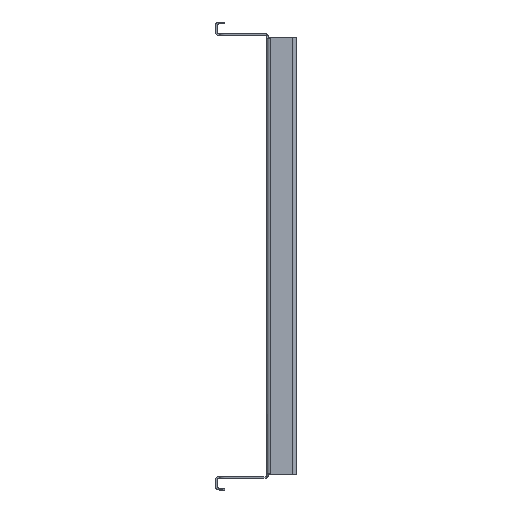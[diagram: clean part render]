
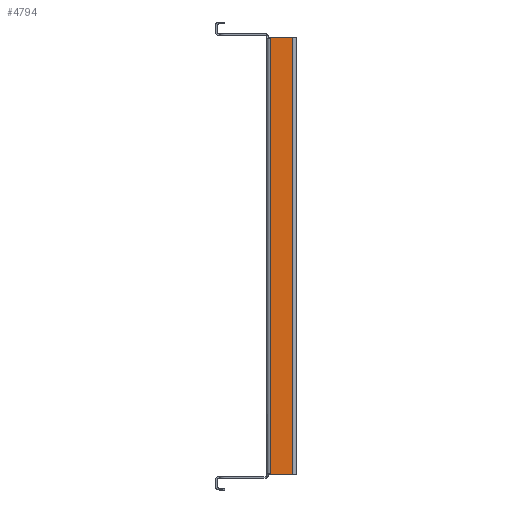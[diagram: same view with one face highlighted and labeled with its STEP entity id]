
A CAD part, left-side view. The second image highlights one B-rep face of the part: STEP entity #4794.
In plain terms, the highlighted planar face has unit normal (-1, 0, 0).
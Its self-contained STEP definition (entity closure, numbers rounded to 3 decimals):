
#704 = LINE ( 'NONE', #16574, #15799 ) ;
#1301 = CARTESIAN_POINT ( 'NONE',  ( -330., 0., 0. ) ) ;
#1932 = LINE ( 'NONE', #11254, #6927 ) ;
#2693 = DIRECTION ( 'NONE',  ( -1., 0., 0. ) ) ;
#2858 = VERTEX_POINT ( 'NONE', #3583 ) ;
#3219 = CARTESIAN_POINT ( 'NONE',  ( -330., -29., -243. ) ) ;
#3583 = CARTESIAN_POINT ( 'NONE',  ( -330., -4., -243. ) ) ;
#3803 = FACE_OUTER_BOUND ( 'NONE', #12495, .T. ) ;
#4300 = DIRECTION ( 'NONE',  ( 0., 1., 0. ) ) ;
#4794 = ADVANCED_FACE ( 'NONE', ( #3803 ), #12010, .T. ) ;
#5508 = VERTEX_POINT ( 'NONE', #3219 ) ;
#5534 = CARTESIAN_POINT ( 'NONE',  ( -330., -4., 0. ) ) ;
#5916 = EDGE_CURVE ( 'NONE', #14686, #8767, #9931, .T. ) ;
#6118 = EDGE_CURVE ( 'NONE', #2858, #5508, #1932, .T. ) ;
#6252 = CARTESIAN_POINT ( 'NONE',  ( -330., -29., 243. ) ) ;
#6807 = LINE ( 'NONE', #5534, #9676 ) ;
#6925 = EDGE_CURVE ( 'NONE', #8767, #2858, #6807, .T. ) ;
#6927 = VECTOR ( 'NONE', #11353, 1000. ) ;
#7154 = EDGE_CURVE ( 'NONE', #5508, #14686, #704, .T. ) ;
#7721 = AXIS2_PLACEMENT_3D ( 'NONE', #1301, #2693, #13066 ) ;
#8767 = VERTEX_POINT ( 'NONE', #14628 ) ;
#8947 = ORIENTED_EDGE ( 'NONE', *, *, #6925, .T. ) ;
#9047 = ORIENTED_EDGE ( 'NONE', *, *, #5916, .T. ) ;
#9053 = ORIENTED_EDGE ( 'NONE', *, *, #6118, .T. ) ;
#9389 = CARTESIAN_POINT ( 'NONE',  ( -330., 0., 243. ) ) ;
#9676 = VECTOR ( 'NONE', #14805, 1000. ) ;
#9931 = LINE ( 'NONE', #9389, #14409 ) ;
#11254 = CARTESIAN_POINT ( 'NONE',  ( -330., 0., -243. ) ) ;
#11353 = DIRECTION ( 'NONE',  ( 0., -1., 0. ) ) ;
#12010 = PLANE ( 'NONE',  #7721 ) ;
#12495 = EDGE_LOOP ( 'NONE', ( #9053, #13936, #9047, #8947 ) ) ;
#13066 = DIRECTION ( 'NONE',  ( 0., -1., 0. ) ) ;
#13936 = ORIENTED_EDGE ( 'NONE', *, *, #7154, .T. ) ;
#13959 = DIRECTION ( 'NONE',  ( 0., 0., 1. ) ) ;
#14409 = VECTOR ( 'NONE', #4300, 1000. ) ;
#14628 = CARTESIAN_POINT ( 'NONE',  ( -330., -4., 243. ) ) ;
#14686 = VERTEX_POINT ( 'NONE', #6252 ) ;
#14805 = DIRECTION ( 'NONE',  ( 0., 0., -1. ) ) ;
#15799 = VECTOR ( 'NONE', #13959, 1000. ) ;
#16574 = CARTESIAN_POINT ( 'NONE',  ( -330., -29., -243. ) ) ;
